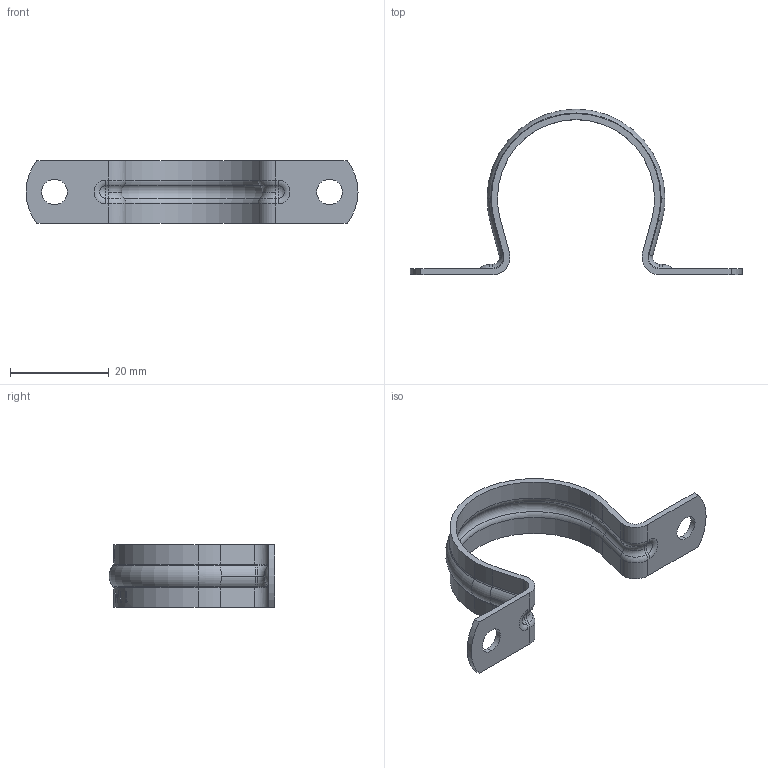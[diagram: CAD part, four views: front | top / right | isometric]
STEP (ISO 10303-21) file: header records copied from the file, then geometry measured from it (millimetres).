
FILE_DESCRIPTION (( 'STEP AP214' ), '1' );
FILE_NAME ('SP 2007Z1.STEP', '2019-07-12T19:15:04', ( '' ), ( '' ), 'SwSTEP 2.0', 'SolidWorks 2018', '' );
FILE_SCHEMA (( 'AUTOMOTIVE_DESIGN' ));
Length unit declared in the file: inch
Products named in the file (1): SP 2007Z1
Bounding box: 67.1 x 33.48 x 12.7 mm (x, y, z)
Volume: 1814.2 mm3; surface area: 3348 mm2
Topology: 1 solids, 1 shells, 286 faces, 713 edges, 448 vertices
Faces by surface type: bspline 85, cylinder 77, plane 74, torus 46, sphere 4
Entity records: 16114 total; most frequent: CARTESIAN_POINT 9758, ORIENTED_EDGE 1426, DIRECTION 1134, EDGE_CURVE 713, VERTEX_POINT 448, AXIS2_PLACEMENT_3D 446, EDGE_LOOP 309, ADVANCED_FACE 286
